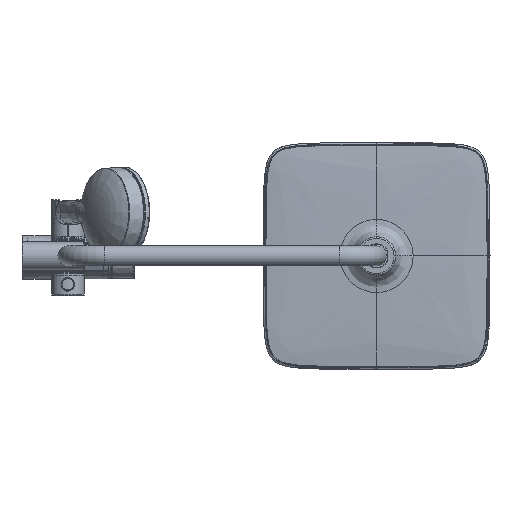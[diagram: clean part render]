
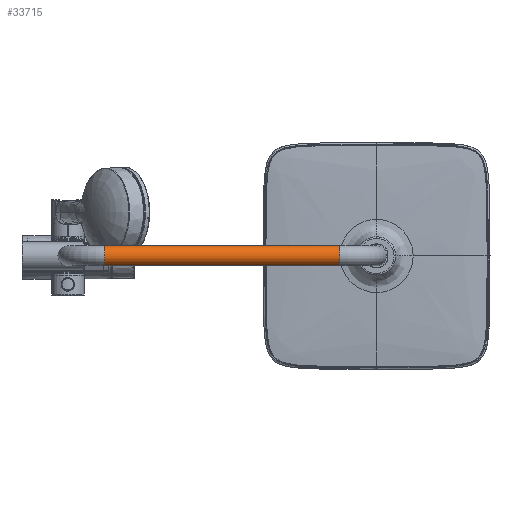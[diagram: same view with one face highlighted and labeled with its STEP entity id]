
A CAD part, top view. The second image highlights one B-rep face of the part: STEP entity #33715.
In plain terms, the highlighted cylindrical face has radius 11 mm (diameter 22 mm), a full revolution.
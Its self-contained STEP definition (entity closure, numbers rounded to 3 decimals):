
#6806=CYLINDRICAL_SURFACE('',#40578,11.);
#8430=ORIENTED_EDGE('',*,*,#16611,.T.);
#8431=ORIENTED_EDGE('',*,*,#16612,.F.);
#16611=EDGE_CURVE('',#22165,#22165,#26387,.F.);
#16612=EDGE_CURVE('',#22166,#22166,#26388,.F.);
#22165=VERTEX_POINT('',#55941);
#22166=VERTEX_POINT('',#55944);
#26387=CIRCLE('',#40577,11.);
#26388=CIRCLE('',#40579,11.);
#27305=EDGE_LOOP('',(#8430));
#27306=EDGE_LOOP('',(#8431));
#30480=FACE_BOUND('',#27305,.T.);
#30481=FACE_BOUND('',#27306,.T.);
#33715=ADVANCED_FACE('',(#30480,#30481),#6806,.T.);
#40577=AXIS2_PLACEMENT_3D('',#55940,#43409,#43410);
#40578=AXIS2_PLACEMENT_3D('',#55942,#43411,#43412);
#40579=AXIS2_PLACEMENT_3D('',#55943,#43413,#43414);
#43409=DIRECTION('',(1.,0.,0.));
#43410=DIRECTION('',(0.,0.,1.));
#43411=DIRECTION('',(1.,0.,0.));
#43412=DIRECTION('',(0.,0.,-1.));
#43413=DIRECTION('',(1.,0.,0.));
#43414=DIRECTION('',(0.,0.,1.));
#55940=CARTESIAN_POINT('',(299.55,0.,1023.3));
#55941=CARTESIAN_POINT('',(299.55,0.,1034.3));
#55942=CARTESIAN_POINT('',(40.55,0.,1023.3));
#55943=CARTESIAN_POINT('',(40.55,0.,1023.3));
#55944=CARTESIAN_POINT('',(40.55,0.,1034.3));
